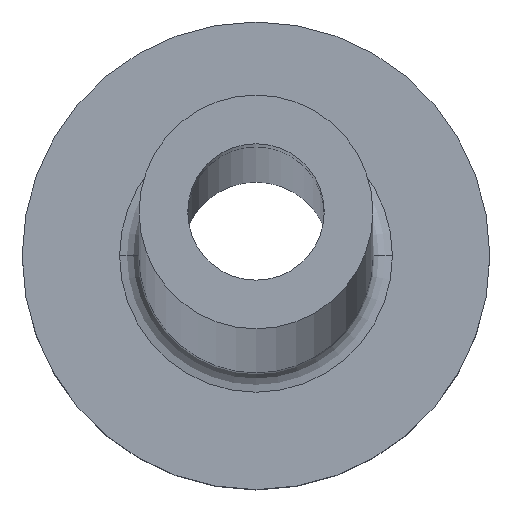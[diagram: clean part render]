
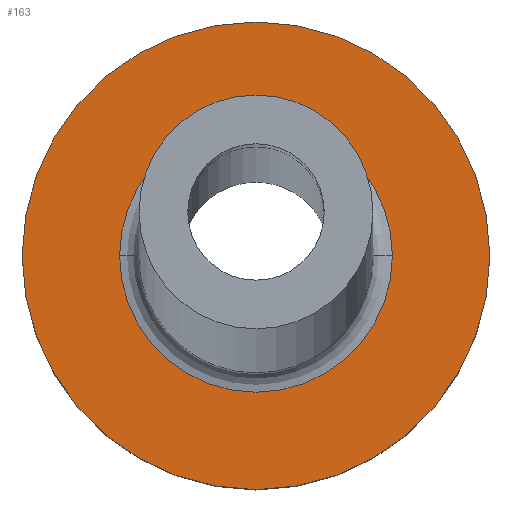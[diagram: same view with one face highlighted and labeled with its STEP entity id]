
A CAD part, top view. The second image highlights one B-rep face of the part: STEP entity #163.
In plain terms, the highlighted planar face has unit normal (0, 0, 1).
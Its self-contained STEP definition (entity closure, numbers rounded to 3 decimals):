
#1 = CARTESIAN_POINT ( 'NONE',  ( 6., 0., 5. ) ) ;
#8 = CIRCLE ( 'NONE', #410, 3.5 ) ;
#18 = CARTESIAN_POINT ( 'NONE',  ( 0., 0., 5. ) ) ;
#21 = DIRECTION ( 'NONE',  ( 1., 0., 0. ) ) ;
#22 = EDGE_LOOP ( 'NONE', ( #136, #112 ) ) ;
#37 = DIRECTION ( 'NONE',  ( 0., 0., 1. ) ) ;
#53 = FACE_OUTER_BOUND ( 'NONE', #117, .T. ) ;
#67 = VERTEX_POINT ( 'NONE', #1 ) ;
#74 = EDGE_CURVE ( 'NONE', #331, #273, #8, .T. ) ;
#78 = DIRECTION ( 'NONE',  ( 1., 0., 0. ) ) ;
#81 = CIRCLE ( 'NONE', #197, 3.5 ) ;
#112 = ORIENTED_EDGE ( 'NONE', *, *, #74, .T. ) ;
#115 = AXIS2_PLACEMENT_3D ( 'NONE', #187, #37, #78 ) ;
#116 = DIRECTION ( 'NONE',  ( 0., 0., -1. ) ) ;
#117 = EDGE_LOOP ( 'NONE', ( #173, #325 ) ) ;
#133 = CARTESIAN_POINT ( 'NONE',  ( 0., 0., 5. ) ) ;
#134 = PLANE ( 'NONE',  #236 ) ;
#136 = ORIENTED_EDGE ( 'NONE', *, *, #216, .T. ) ;
#144 = DIRECTION ( 'NONE',  ( 1., 0., 0. ) ) ;
#150 = DIRECTION ( 'NONE',  ( 0., 0., -1. ) ) ;
#157 = EDGE_CURVE ( 'NONE', #283, #67, #174, .T. ) ;
#163 = ADVANCED_FACE ( 'NONE', ( #332, #53 ), #134, .T. ) ;
#169 = CIRCLE ( 'NONE', #115, 6. ) ;
#173 = ORIENTED_EDGE ( 'NONE', *, *, #157, .T. ) ;
#174 = CIRCLE ( 'NONE', #447, 6. ) ;
#187 = CARTESIAN_POINT ( 'NONE',  ( 0., 0., 5. ) ) ;
#197 = AXIS2_PLACEMENT_3D ( 'NONE', #280, #116, #144 ) ;
#215 = CARTESIAN_POINT ( 'NONE',  ( -6., 0., 5. ) ) ;
#216 = EDGE_CURVE ( 'NONE', #273, #331, #81, .T. ) ;
#228 = DIRECTION ( 'NONE',  ( 0., 0., 1. ) ) ;
#232 = DIRECTION ( 'NONE',  ( 1., 0., 0. ) ) ;
#236 = AXIS2_PLACEMENT_3D ( 'NONE', #133, #228, #21 ) ;
#254 = CARTESIAN_POINT ( 'NONE',  ( -3.5, 0., 5. ) ) ;
#273 = VERTEX_POINT ( 'NONE', #422 ) ;
#280 = CARTESIAN_POINT ( 'NONE',  ( 0., 0., 5. ) ) ;
#281 = CARTESIAN_POINT ( 'NONE',  ( 0., 0., 5. ) ) ;
#283 = VERTEX_POINT ( 'NONE', #215 ) ;
#298 = DIRECTION ( 'NONE',  ( 0., 0., 1. ) ) ;
#310 = EDGE_CURVE ( 'NONE', #67, #283, #169, .T. ) ;
#325 = ORIENTED_EDGE ( 'NONE', *, *, #310, .T. ) ;
#331 = VERTEX_POINT ( 'NONE', #254 ) ;
#332 = FACE_BOUND ( 'NONE', #22, .T. ) ;
#410 = AXIS2_PLACEMENT_3D ( 'NONE', #281, #150, #425 ) ;
#422 = CARTESIAN_POINT ( 'NONE',  ( 3.5, 0., 5. ) ) ;
#425 = DIRECTION ( 'NONE',  ( 1., 0., 0. ) ) ;
#447 = AXIS2_PLACEMENT_3D ( 'NONE', #18, #298, #232 ) ;
